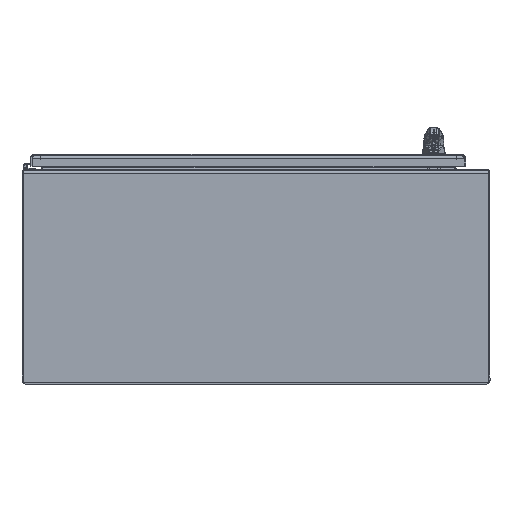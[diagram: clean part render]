
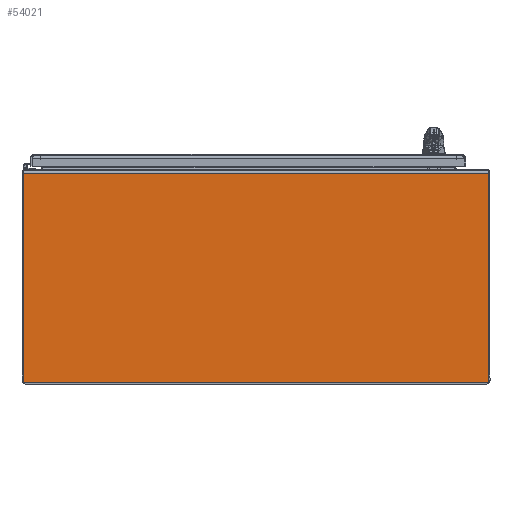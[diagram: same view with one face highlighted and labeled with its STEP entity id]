
A CAD part, front view. The second image highlights one B-rep face of the part: STEP entity #54021.
In plain terms, the highlighted face is planar.
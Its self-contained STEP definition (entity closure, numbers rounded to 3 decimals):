
#3016=PLANE('',#58678);
#4390=FACE_OUTER_BOUND('',#7657,.T.);
#7657=EDGE_LOOP('',(#36280,#36281,#36282,#36283));
#11270=LINE('',#81939,#15373);
#11275=LINE('',#81953,#15378);
#11277=LINE('',#81958,#15380);
#11279=LINE('',#81962,#15382);
#15373=VECTOR('',#65443,0.394);
#15378=VECTOR('',#65454,0.394);
#15380=VECTOR('',#65462,0.394);
#15382=VECTOR('',#65468,0.394);
#22414=VERTEX_POINT('',#81936);
#22415=VERTEX_POINT('',#81938);
#22420=VERTEX_POINT('',#81950);
#22421=VERTEX_POINT('',#81952);
#27689=EDGE_CURVE('',#22414,#22415,#11270,.T.);
#27696=EDGE_CURVE('',#22420,#22421,#11275,.T.);
#27699=EDGE_CURVE('',#22414,#22421,#11277,.T.);
#27701=EDGE_CURVE('',#22415,#22420,#11279,.T.);
#36280=ORIENTED_EDGE('',*,*,#27699,.T.);
#36281=ORIENTED_EDGE('',*,*,#27696,.F.);
#36282=ORIENTED_EDGE('',*,*,#27701,.F.);
#36283=ORIENTED_EDGE('',*,*,#27689,.F.);
#54021=ADVANCED_FACE('',(#4390),#3016,.F.);
#58678=AXIS2_PLACEMENT_3D('',#81963,#65469,#65470);
#65443=DIRECTION('',(0.,-1.,0.));
#65454=DIRECTION('',(0.,1.,0.));
#65462=DIRECTION('',(1.,0.,0.));
#65468=DIRECTION('',(1.,0.,0.));
#65469=DIRECTION('center_axis',(0.,0.,1.));
#65470=DIRECTION('ref_axis',(1.,0.,0.));
#81936=CARTESIAN_POINT('',(0.,17.667,0.));
#81938=CARTESIAN_POINT('',(0.,0.,0.));
#81939=CARTESIAN_POINT('',(0.,17.917,0.));
#81950=CARTESIAN_POINT('',(39.292,0.,0.));
#81952=CARTESIAN_POINT('',(39.292,17.667,0.));
#81953=CARTESIAN_POINT('',(39.292,0.,0.));
#81958=CARTESIAN_POINT('',(9.823,17.667,0.));
#81962=CARTESIAN_POINT('',(0.,0.,0.));
#81963=CARTESIAN_POINT('Origin',(19.646,8.959,0.));
